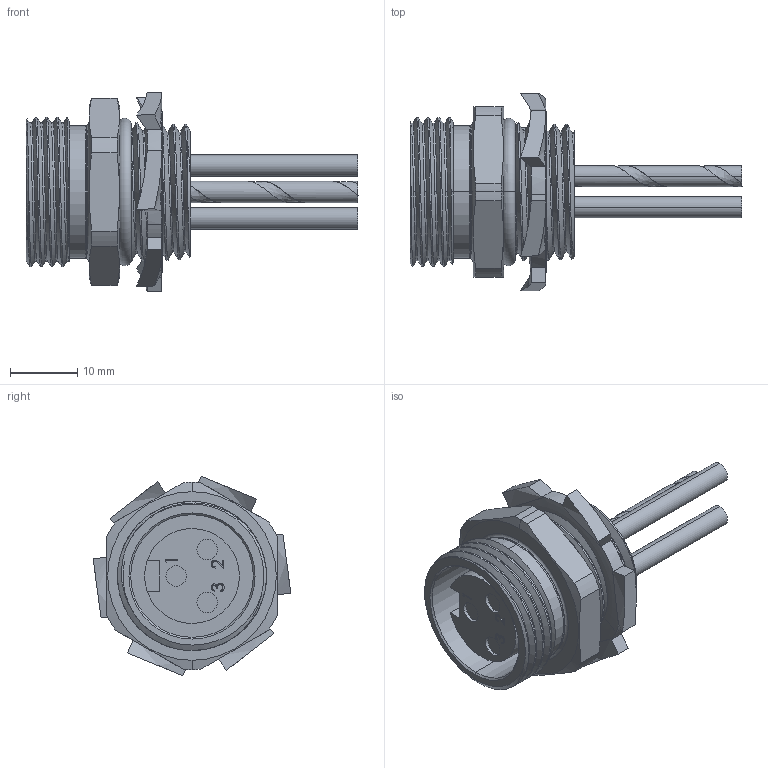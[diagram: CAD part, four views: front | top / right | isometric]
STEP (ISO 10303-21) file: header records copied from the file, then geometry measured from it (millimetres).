
FILE_DESCRIPTION (( 'STEP AP214' ), '1' );
FILE_NAME ('MIN-3FR-ZZ.STEP', '2015-08-10T12:17:04', ( 'IT' ), ( '' ), 'SwSTEP 2.0', 'SolidWorks 2015', '' );
FILE_SCHEMA (( 'AUTOMOTIVE_DESIGN' ));
Length unit declared in the file: millimetre
Products named in the file (1): MIN-3FR-ZZ
Bounding box: 49.51 x 29.48 x 29.77 mm (x, y, z)
Volume: 8946.3 mm3; surface area: 5894 mm2
Topology: 1 solids, 1 shells, 212 faces, 551 edges, 354 vertices
Faces by surface type: plane 69, cylinder 66, bspline 46, cone 20, torus 11
Entity records: 16748 total; most frequent: CARTESIAN_POINT 9784, ORIENTED_EDGE 1102, DIRECTION 785, EDGE_CURVE 551, VERTEX_POINT 354, AXIS2_PLACEMENT_3D 298, EDGE_LOOP 229, FACE_OUTER_BOUND 212
